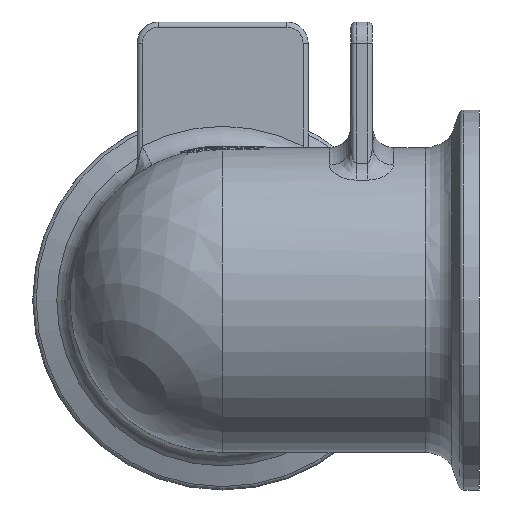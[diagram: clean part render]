
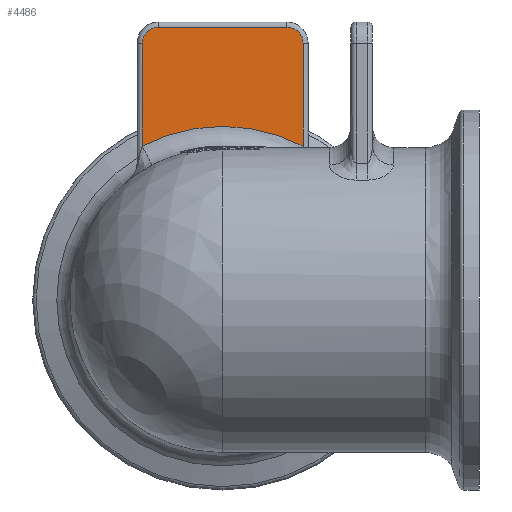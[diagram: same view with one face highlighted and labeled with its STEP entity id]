
A CAD part, front view. The second image highlights one B-rep face of the part: STEP entity #4486.
In plain terms, the highlighted planar face has unit normal (0, -1, 0).
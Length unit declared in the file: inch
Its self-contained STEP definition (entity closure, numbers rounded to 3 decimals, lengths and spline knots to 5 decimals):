
#3290=CARTESIAN_POINT('',(-0.94,1.5,1.79925));
#3291=VERTEX_POINT('',#3290);
#3328=CARTESIAN_POINT('',(0.94,1.5,1.79925));
#3329=VERTEX_POINT('',#3328);
#3337=CARTESIAN_POINT('',(0.,1.5,0.0));
#3338=DIRECTION('',(0.0,-1.0,0.0));
#3339=DIRECTION('',(0.0,0.0,1.0));
#3340=AXIS2_PLACEMENT_3D('',#3337,#3338,#3339);
#3341=CIRCLE('',#3340,2.03);
#3342=EDGE_CURVE('',#3329,#3291,#3341,.T.);
#3736=CARTESIAN_POINT('',(-0.94,1.5,3.0));
#3737=VERTEX_POINT('',#3736);
#3738=CARTESIAN_POINT('',(-0.94,1.5,1.79925));
#3739=DIRECTION('',(0.0,0.0,1.0));
#3740=VECTOR('',#3739,1.20075);
#3741=LINE('',#3738,#3740);
#3742=EDGE_CURVE('',#3291,#3737,#3741,.T.);
#3863=CARTESIAN_POINT('',(0.94,1.5,3.0));
#3864=VERTEX_POINT('',#3863);
#3872=CARTESIAN_POINT('',(0.94,1.5,3.0));
#3873=DIRECTION('',(0.0,0.0,-1.0));
#3874=VECTOR('',#3873,1.20075);
#3875=LINE('',#3872,#3874);
#3876=EDGE_CURVE('',#3864,#3329,#3875,.T.);
#3888=CARTESIAN_POINT('',(0.75,1.5,3.19));
#3889=VERTEX_POINT('',#3888);
#3897=CARTESIAN_POINT('',(0.75,1.5,3.0));
#3898=DIRECTION('',(0.0,1.0,0.0));
#3899=DIRECTION('',(0.707,0.0,0.707));
#3900=AXIS2_PLACEMENT_3D('',#3897,#3898,#3899);
#3901=CIRCLE('',#3900,0.19);
#3902=EDGE_CURVE('',#3889,#3864,#3901,.T.);
#3922=CARTESIAN_POINT('',(-0.75,1.5,3.19));
#3923=VERTEX_POINT('',#3922);
#3931=CARTESIAN_POINT('',(-0.75,1.5,3.19));
#3932=DIRECTION('',(1.0,0.0,0.0));
#3933=VECTOR('',#3932,1.5);
#3934=LINE('',#3931,#3933);
#3935=EDGE_CURVE('',#3923,#3889,#3934,.T.);
#3953=CARTESIAN_POINT('',(-0.75,1.5,3.0));
#3954=DIRECTION('',(0.0,1.0,0.0));
#3955=DIRECTION('',(-0.707,0.0,0.707));
#3956=AXIS2_PLACEMENT_3D('',#3953,#3954,#3955);
#3957=CIRCLE('',#3956,0.19);
#3958=EDGE_CURVE('',#3737,#3923,#3957,.T.);
#4473=CARTESIAN_POINT('',(-1.0,1.5,3.25));
#4474=DIRECTION('',(0.0,-1.0,0.0));
#4475=DIRECTION('',(0.0,0.0,-1.0));
#4476=AXIS2_PLACEMENT_3D('',#4473,#4474,#4475);
#4477=PLANE('',#4476);
#4478=ORIENTED_EDGE('',*,*,#3342,.F.);
#4479=ORIENTED_EDGE('',*,*,#3876,.F.);
#4480=ORIENTED_EDGE('',*,*,#3902,.F.);
#4481=ORIENTED_EDGE('',*,*,#3935,.F.);
#4482=ORIENTED_EDGE('',*,*,#3958,.F.);
#4483=ORIENTED_EDGE('',*,*,#3742,.F.);
#4484=EDGE_LOOP('',(#4478,#4479,#4480,#4481,#4482,#4483));
#4485=FACE_OUTER_BOUND('',#4484,.T.);
#4486=ADVANCED_FACE('',(#4485),#4477,.T.);
